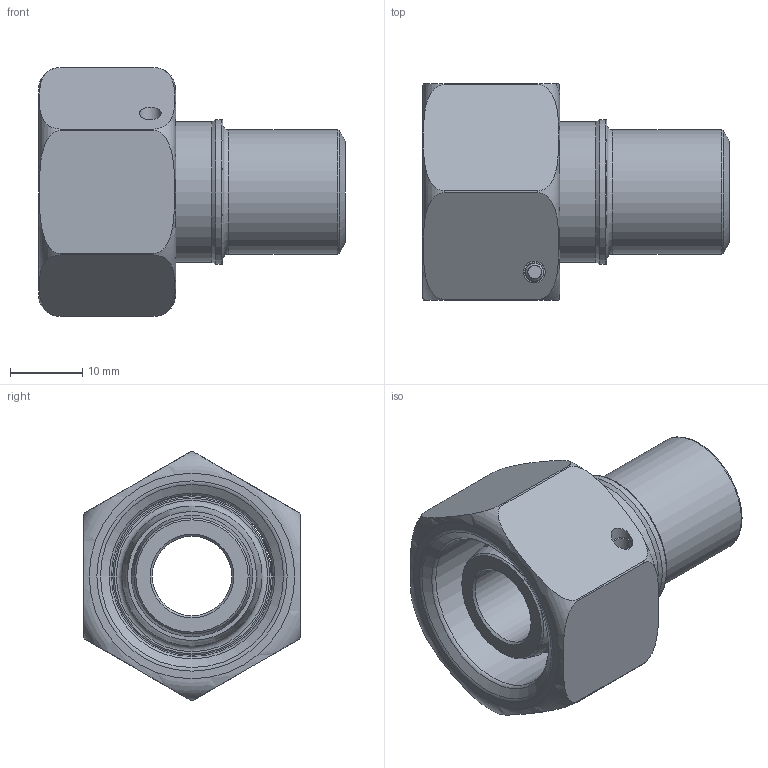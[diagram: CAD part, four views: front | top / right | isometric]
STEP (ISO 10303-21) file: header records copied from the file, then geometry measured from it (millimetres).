
FILE_DESCRIPTION(/* description */ (''),/* implementation_level */ '2;1');
FILE_NAME(/* name */ 'AKS16-17226.stp',/* time_stamp */ '2025-03-05T06:07:19+01:00',/* author */ ('lwesslowski'),/* organization */ (''),/* preprocessor_version */ 'ST-DEVELOPER v19.2',/* originating_system */ 'Autodesk Inventor 2023',/* authorisation */ '');
FILE_SCHEMA (('CONFIG_CONTROL_DESIGN'));
Length unit declared in the file: millimetre
Products named in the file (5): X-AKS16-17226; X-OR-16; X-MT16; X-ST16; Bauteil40
Assembly tree (4 placements, depth 2):
  X-AKS16-17226
    X-OR-16
    X-MT16
    X-ST16
    Bauteil40
Bounding box: 42.54 x 30 x 34.5 mm (x, y, z)
Volume: 13697.4 mm3; surface area: 9013.4 mm2
Topology: 4 solids, 4 shells, 253 faces, 685 edges, 454 vertices
Faces by surface type: plane 196, torus 16, cylinder 16, bspline 14, cone 11
Full cylindrical faces by diameter (mm): 2.65 x1, 3 x1, 11 x1, 12 x1, 17.2 x1, 19.45 x1, 20.05 x1, 21.955 x1, 22.245 x1, 22.376 x1
Entity records: 9597 total; most frequent: CARTESIAN_POINT 3038, ORIENTED_EDGE 1370, DIRECTION 1235, EDGE_CURVE 685, LINE 543, VECTOR 543, VERTEX_POINT 454, AXIS2_PLACEMENT_3D 346
